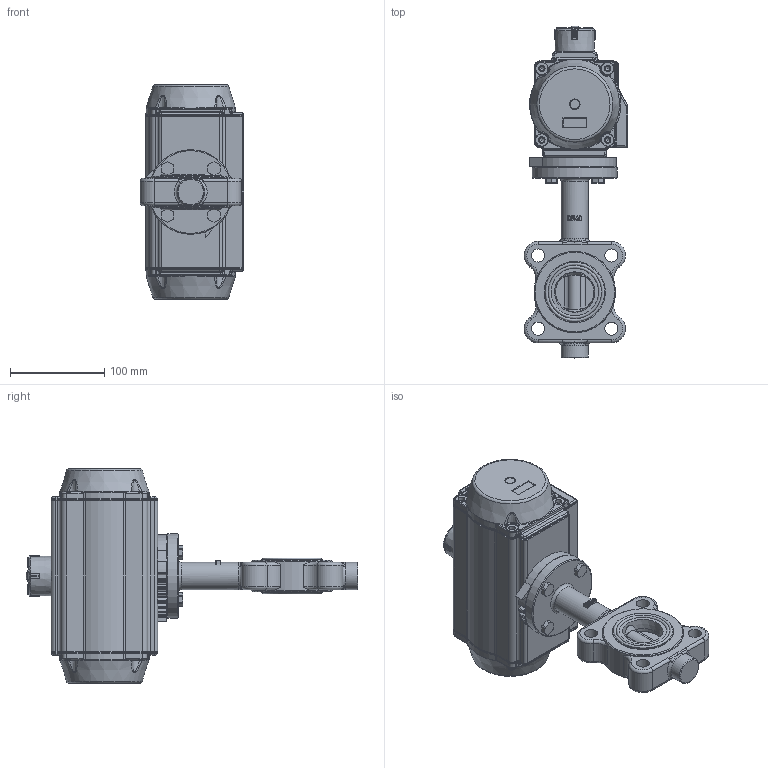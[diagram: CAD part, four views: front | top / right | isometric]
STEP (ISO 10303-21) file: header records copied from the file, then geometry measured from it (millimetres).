
FILE_DESCRIPTION(/* description */ ('Unknown'),/* implementation_level */ '2;1');
FILE_NAME(/* name */ 'PE04 5200_5210_5220-08',/* time_stamp */ '2025-04-03T07:54:51+02:00',/* author */ ('Unknown'),/* organization */ ('Unknown'),/* preprocessor_version */ 'ST-DEVELOPER v19.4',/* originating_system */ 'Solid Edge',/* authorisation */ 'Unknown');
FILE_SCHEMA (('AUTOMOTIVE_DESIGN {1 0 10303 214 3 1 1}'));
Products named in the file (25): PE04 5200_5210_5220-08; Raster DN40- DN150; LUG-DN40; retaining ring; DN40概极; seat; disc; shaft1; bushing3; bushing1; bushing2; ring; split washer; washer; DIN933_M8x30; PD05_PE04; VTE85____; Optische Anzeige; ______; ________(___________; cup head nib bolts with large head gb_GB_FASTENER_BOLT_CHNBW M6X25-N; huosai85; zhou85; vt85-2016-06-25  _______MIR; vt85-2016-06-25
Assembly tree (32 placements, depth 4):
  PE04 5200_5210_5220-08
    Raster DN40- DN150
    LUG-DN40
      retaining ring
      DN40概极
      seat
      disc
      shaft1
      bushing3
      bushing1
      bushing2  x2
      ring
      split washer
      washer
    DIN933_M8x30  x4
    PD05_PE04
      VTE85____
      Optische Anzeige
        ______
        ________(___________  x4
        cup head nib bolts with large head gb_GB_FASTENER_BOLT_CHNBW M6X25-N
      huosai85  x2
      zhou85
      vt85-2016-06-25  _______MIR
      vt85-2016-06-25
Bounding box: 110.37 x 352.81 x 228 mm (x, y, z)
Volume: 1584769.1 mm3; surface area: 435514.6 mm2
Topology: 29 solids, 29 shells, 3376 faces, 8431 edges, 5225 vertices
Faces by surface type: plane 981, cylinder 870, bspline 719, torus 556, cone 237, sphere 13
Full cylindrical faces by diameter (mm): 2 x2, 3 x16, 3.3 x8, 4 x2, 4.134 x8, 4.66 x1, 4.917 x13, 5 x1, 6 x1, 6.2 x1, 6.647 x6, 6.8 x8, 8 x4, 8.5 x3, 9.6 x3, 10 x5, 11.445 x2, 12 x2, 12.6 x3, 12.7 x1, 12.83 x3, 13 x11, 14 x4, 16.2 x1, 16.5 x1, 17.45 x2, 17.53 x3, 18.7 x1, 20 x7, 21.5 x3
Entity records: 107359 total; most frequent: CARTESIAN_POINT 48861, ORIENTED_EDGE 12586, DIRECTION 10686, EDGE_CURVE 6293, AXIS2_PLACEMENT_3D 4266, VERTEX_POINT 4108, FACE_BOUND 3223, EDGE_LOOP 3209
